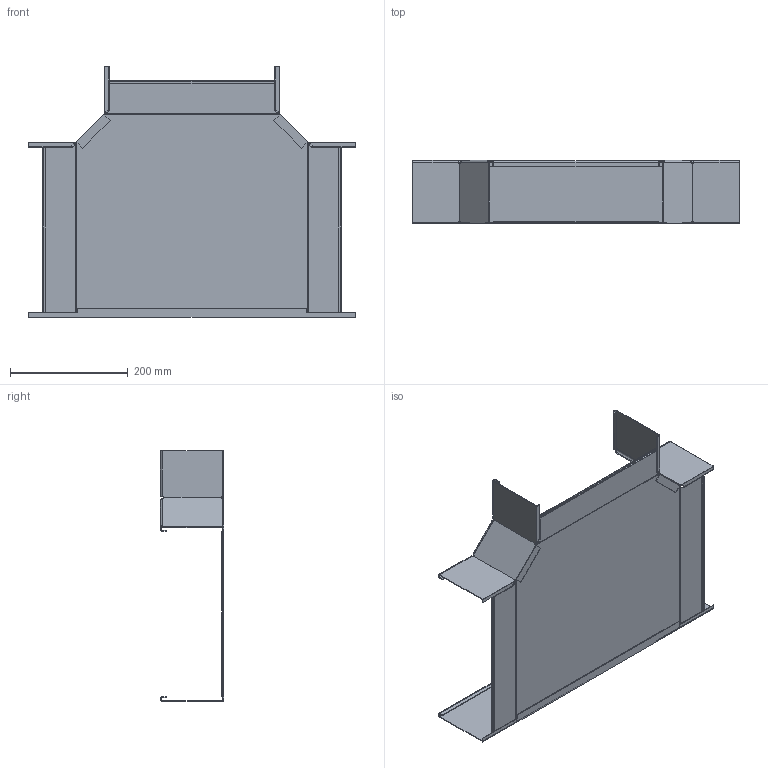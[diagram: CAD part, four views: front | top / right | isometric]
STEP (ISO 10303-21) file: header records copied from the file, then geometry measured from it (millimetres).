
FILE_DESCRIPTION (( 'STEP AP214' ), '1' );
FILE_NAME ('6038364.STEP', '2025-03-14T10:48:52', ( '' ), ( '' ), 'SwSTEP 2.0', 'SolidWorks 2024', '' );
FILE_SCHEMA (( 'AUTOMOTIVE_DESIGN' ));
Length unit declared in the file: millimetre
Products named in the file (4): 181552_300; 172072_300; 167655_110x90°; 6038364
Assembly tree (4 placements, depth 2):
  6038364
    172072_300
    167655_110x90°  x2
    181552_300
Bounding box: 554 x 107 x 424.99 mm (x, y, z)
Volume: 345356 mm3; surface area: 631434.1 mm2
Topology: 4 solids, 4 shells, 240 faces, 640 edges, 408 vertices
Faces by surface type: plane 168, cylinder 48, bspline 24
Entity records: 5929 total; most frequent: CARTESIAN_POINT 1755, ORIENTED_EDGE 920, DIRECTION 730, EDGE_CURVE 460, VERTEX_POINT 296, VECTOR 292, LINE 292, AXIS2_PLACEMENT_3D 219
